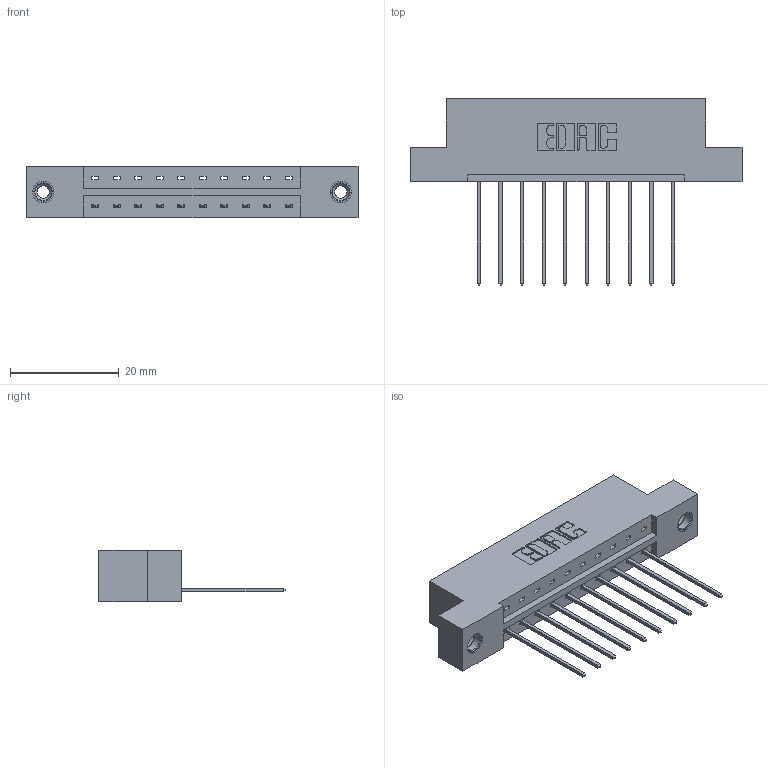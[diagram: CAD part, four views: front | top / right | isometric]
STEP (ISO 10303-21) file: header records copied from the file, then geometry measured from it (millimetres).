
FILE_DESCRIPTION (( 'STEP AP203' ), '1' );
FILE_NAME ('833-010-541-108.STEP', '2020-05-30T18:39:42', ( '' ), ( '' ), 'SwSTEP 2.0', 'SolidWorks 2020', '' );
FILE_SCHEMA (( 'CONFIG_CONTROL_DESIGN' ));
Length unit declared in the file: inch
Products named in the file (4): 833 Part_Flush - .156 Dia - TI; 345-292-001_345-293-141; 345-250-001_345-250-003-102; 833-010-541-108
Assembly tree (13 placements, depth 2):
  833-010-541-108
    833 Part_Flush - .156 Dia - TI
    345-292-001_345-293-141  x10
    345-250-001_345-250-003-102  x2
Bounding box: 61.16 x 34.3 x 9.4 mm (x, y, z)
Volume: 5906 mm3; surface area: 6409.2 mm2
Topology: 13 solids, 13 shells, 754 faces, 2207 edges, 1450 vertices
Faces by surface type: plane 522, cylinder 216, cone 12, torus 4
Entity records: 11456 total; most frequent: CARTESIAN_POINT 1963, ORIENTED_EDGE 1902, DIRECTION 1753, EDGE_CURVE 951, VECTOR 803, LINE 803, VERTEX_POINT 628, AXIS2_PLACEMENT_3D 475
